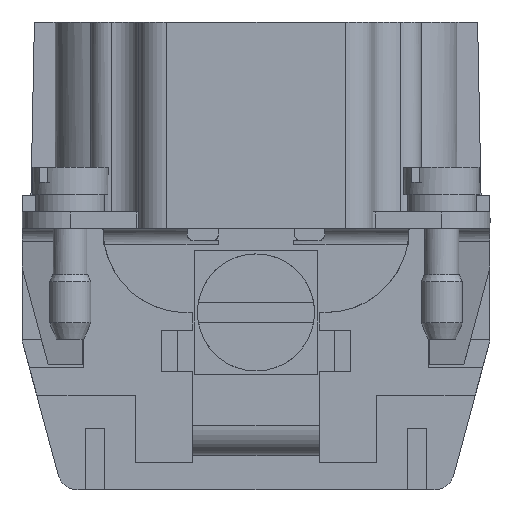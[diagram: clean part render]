
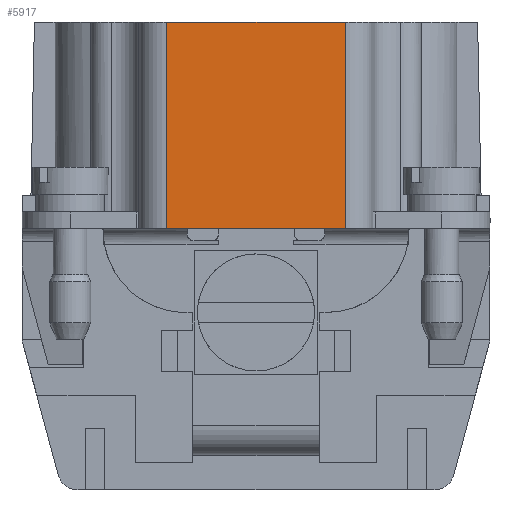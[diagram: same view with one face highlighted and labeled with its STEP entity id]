
A CAD part, left-side view. The second image highlights one B-rep face of the part: STEP entity #5917.
In plain terms, the highlighted planar face has unit normal (-1, 0, 0).
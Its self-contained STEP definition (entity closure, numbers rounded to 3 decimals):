
#5210=FACE_OUTER_BOUND('',#7526,.T.);
#5917=ADVANCED_FACE('',(#5210),#6662,.T.);
#6662=PLANE('',#22872);
#7526=EDGE_LOOP('',(#9389,#9390,#9391,#9392));
#9389=ORIENTED_EDGE('',*,*,#14736,.F.);
#9390=ORIENTED_EDGE('',*,*,#14737,.T.);
#9391=ORIENTED_EDGE('',*,*,#14733,.T.);
#9392=ORIENTED_EDGE('',*,*,#14738,.F.);
#13119=VERTEX_POINT('',#30512);
#13120=VERTEX_POINT('',#30513);
#13121=VERTEX_POINT('',#30518);
#13122=VERTEX_POINT('',#30519);
#14733=EDGE_CURVE('',#13119,#13120,#18501,.T.);
#14736=EDGE_CURVE('',#13121,#13122,#18502,.T.);
#14737=EDGE_CURVE('',#13121,#13119,#18503,.T.);
#14738=EDGE_CURVE('',#13122,#13120,#18504,.T.);
#18501=LINE('',#30511,#20105);
#18502=LINE('',#30517,#20106);
#18503=LINE('',#30520,#20107);
#18504=LINE('',#30521,#20108);
#20105=VECTOR('',#25128,1.);
#20106=VECTOR('',#25135,1.);
#20107=VECTOR('',#25136,1.);
#20108=VECTOR('',#25137,1.);
#22872=AXIS2_PLACEMENT_3D('',#30522,#25138,#25139);
#25128=DIRECTION('',(0.,0.,1.));
#25135=DIRECTION('',(0.,0.,1.));
#25136=DIRECTION('',(0.,-1.,0.));
#25137=DIRECTION('',(0.,-1.,0.));
#25138=DIRECTION('',(-1.,0.,0.));
#25139=DIRECTION('',(0.,1.,0.));
#30511=CARTESIAN_POINT('',(-41.,-6.5,0.));
#30512=CARTESIAN_POINT('',(-41.,-6.5,0.));
#30513=CARTESIAN_POINT('',(-41.,-6.5,15.));
#30517=CARTESIAN_POINT('',(-41.,6.5,0.));
#30518=CARTESIAN_POINT('',(-41.,6.5,0.));
#30519=CARTESIAN_POINT('',(-41.,6.5,15.));
#30520=CARTESIAN_POINT('',(-41.,6.5,0.));
#30521=CARTESIAN_POINT('',(-41.,6.5,15.));
#30522=CARTESIAN_POINT('',(-41.,-6.7,15.2));
